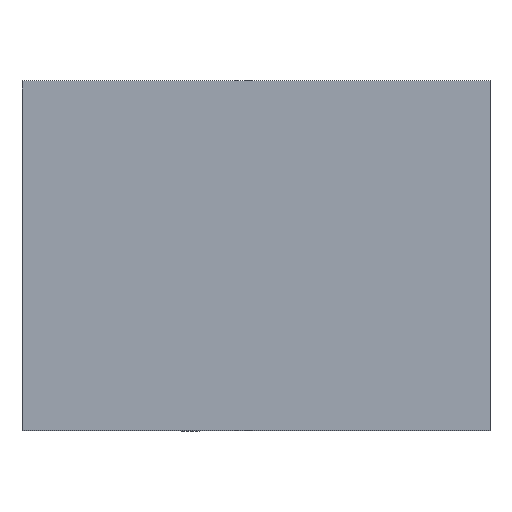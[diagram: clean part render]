
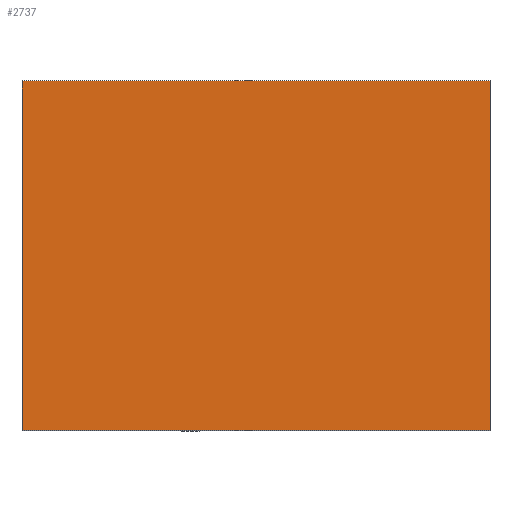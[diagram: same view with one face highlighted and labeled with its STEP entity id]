
A CAD part, top view. The second image highlights one B-rep face of the part: STEP entity #2737.
In plain terms, the highlighted planar face has unit normal (0, 0, 1).
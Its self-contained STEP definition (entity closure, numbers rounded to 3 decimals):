
#188 = PLANE('',#189);
#189 = AXIS2_PLACEMENT_3D('',#190,#191,#192);
#190 = CARTESIAN_POINT('',(0.,0.,0.));
#191 = DIRECTION('',(0.,1.,0.));
#192 = DIRECTION('',(1.,0.,0.));
#216 = PLANE('',#217);
#217 = AXIS2_PLACEMENT_3D('',#218,#219,#220);
#218 = CARTESIAN_POINT('',(0.,-15.9,0.));
#219 = DIRECTION('',(-1.,0.,0.));
#220 = DIRECTION('',(0.,1.,0.));
#244 = PLANE('',#245);
#245 = AXIS2_PLACEMENT_3D('',#246,#247,#248);
#246 = CARTESIAN_POINT('',(21.3,-15.9,0.));
#247 = DIRECTION('',(0.,-1.,0.));
#248 = DIRECTION('',(-1.,0.,0.));
#379 = PLANE('',#380);
#380 = AXIS2_PLACEMENT_3D('',#381,#382,#383);
#381 = CARTESIAN_POINT('',(21.3,0.,0.));
#382 = DIRECTION('',(1.,0.,0.));
#383 = DIRECTION('',(0.,-1.,0.));
#962 = VERTEX_POINT('',#963);
#963 = CARTESIAN_POINT('',(0.,0.,13.4));
#984 = EDGE_CURVE('',#962,#985,#987,.T.);
#985 = VERTEX_POINT('',#986);
#986 = CARTESIAN_POINT('',(21.3,0.,13.4));
#987 = SURFACE_CURVE('',#988,(#992,#999),.PCURVE_S1.);
#988 = LINE('',#989,#990);
#989 = CARTESIAN_POINT('',(0.,0.,13.4));
#990 = VECTOR('',#991,1.);
#991 = DIRECTION('',(1.,0.,0.));
#992 = PCURVE('',#188,#993);
#993 = DEFINITIONAL_REPRESENTATION('',(#994),#998);
#994 = LINE('',#995,#996);
#995 = CARTESIAN_POINT('',(0.,-13.4));
#996 = VECTOR('',#997,1.);
#997 = DIRECTION('',(1.,0.));
#998 = ( GEOMETRIC_REPRESENTATION_CONTEXT(2) 
PARAMETRIC_REPRESENTATION_CONTEXT() REPRESENTATION_CONTEXT('2D SPACE',''
  ) );
#999 = PCURVE('',#1000,#1005);
#1000 = PLANE('',#1001);
#1001 = AXIS2_PLACEMENT_3D('',#1002,#1003,#1004);
#1002 = CARTESIAN_POINT('',(0.,0.,13.4));
#1003 = DIRECTION('',(0.,0.,1.));
#1004 = DIRECTION('',(1.,0.,0.));
#1005 = DEFINITIONAL_REPRESENTATION('',(#1006),#1010);
#1006 = LINE('',#1007,#1008);
#1007 = CARTESIAN_POINT('',(0.,0.));
#1008 = VECTOR('',#1009,1.);
#1009 = DIRECTION('',(1.,0.));
#1010 = ( GEOMETRIC_REPRESENTATION_CONTEXT(2) 
PARAMETRIC_REPRESENTATION_CONTEXT() REPRESENTATION_CONTEXT('2D SPACE',''
  ) );
#1065 = VERTEX_POINT('',#1066);
#1066 = CARTESIAN_POINT('',(0.,-15.9,13.4));
#1087 = EDGE_CURVE('',#1065,#962,#1088,.T.);
#1088 = SURFACE_CURVE('',#1089,(#1093,#1100),.PCURVE_S1.);
#1089 = LINE('',#1090,#1091);
#1090 = CARTESIAN_POINT('',(0.,-15.9,13.4));
#1091 = VECTOR('',#1092,1.);
#1092 = DIRECTION('',(0.,1.,0.));
#1093 = PCURVE('',#216,#1094);
#1094 = DEFINITIONAL_REPRESENTATION('',(#1095),#1099);
#1095 = LINE('',#1096,#1097);
#1096 = CARTESIAN_POINT('',(0.,-13.4));
#1097 = VECTOR('',#1098,1.);
#1098 = DIRECTION('',(1.,0.));
#1099 = ( GEOMETRIC_REPRESENTATION_CONTEXT(2) 
PARAMETRIC_REPRESENTATION_CONTEXT() REPRESENTATION_CONTEXT('2D SPACE',''
  ) );
#1100 = PCURVE('',#1000,#1101);
#1101 = DEFINITIONAL_REPRESENTATION('',(#1102),#1106);
#1102 = LINE('',#1103,#1104);
#1103 = CARTESIAN_POINT('',(0.,-15.9));
#1104 = VECTOR('',#1105,1.);
#1105 = DIRECTION('',(0.,1.));
#1106 = ( GEOMETRIC_REPRESENTATION_CONTEXT(2) 
PARAMETRIC_REPRESENTATION_CONTEXT() REPRESENTATION_CONTEXT('2D SPACE',''
  ) );
#1190 = VERTEX_POINT('',#1191);
#1191 = CARTESIAN_POINT('',(21.3,-15.9,13.4));
#1212 = EDGE_CURVE('',#1190,#1065,#1213,.T.);
#1213 = SURFACE_CURVE('',#1214,(#1218,#1225),.PCURVE_S1.);
#1214 = LINE('',#1215,#1216);
#1215 = CARTESIAN_POINT('',(21.3,-15.9,13.4));
#1216 = VECTOR('',#1217,1.);
#1217 = DIRECTION('',(-1.,0.,0.));
#1218 = PCURVE('',#244,#1219);
#1219 = DEFINITIONAL_REPRESENTATION('',(#1220),#1224);
#1220 = LINE('',#1221,#1222);
#1221 = CARTESIAN_POINT('',(0.,-13.4));
#1222 = VECTOR('',#1223,1.);
#1223 = DIRECTION('',(1.,0.));
#1224 = ( GEOMETRIC_REPRESENTATION_CONTEXT(2) 
PARAMETRIC_REPRESENTATION_CONTEXT() REPRESENTATION_CONTEXT('2D SPACE',''
  ) );
#1225 = PCURVE('',#1000,#1226);
#1226 = DEFINITIONAL_REPRESENTATION('',(#1227),#1231);
#1227 = LINE('',#1228,#1229);
#1228 = CARTESIAN_POINT('',(21.3,-15.9));
#1229 = VECTOR('',#1230,1.);
#1230 = DIRECTION('',(-1.,0.));
#1231 = ( GEOMETRIC_REPRESENTATION_CONTEXT(2) 
PARAMETRIC_REPRESENTATION_CONTEXT() REPRESENTATION_CONTEXT('2D SPACE',''
  ) );
#1662 = EDGE_CURVE('',#985,#1190,#1663,.T.);
#1663 = SURFACE_CURVE('',#1664,(#1668,#1675),.PCURVE_S1.);
#1664 = LINE('',#1665,#1666);
#1665 = CARTESIAN_POINT('',(21.3,0.,13.4));
#1666 = VECTOR('',#1667,1.);
#1667 = DIRECTION('',(0.,-1.,0.));
#1668 = PCURVE('',#379,#1669);
#1669 = DEFINITIONAL_REPRESENTATION('',(#1670),#1674);
#1670 = LINE('',#1671,#1672);
#1671 = CARTESIAN_POINT('',(0.,-13.4));
#1672 = VECTOR('',#1673,1.);
#1673 = DIRECTION('',(1.,0.));
#1674 = ( GEOMETRIC_REPRESENTATION_CONTEXT(2) 
PARAMETRIC_REPRESENTATION_CONTEXT() REPRESENTATION_CONTEXT('2D SPACE',''
  ) );
#1675 = PCURVE('',#1000,#1676);
#1676 = DEFINITIONAL_REPRESENTATION('',(#1677),#1681);
#1677 = LINE('',#1678,#1679);
#1678 = CARTESIAN_POINT('',(21.3,0.));
#1679 = VECTOR('',#1680,1.);
#1680 = DIRECTION('',(0.,-1.));
#1681 = ( GEOMETRIC_REPRESENTATION_CONTEXT(2) 
PARAMETRIC_REPRESENTATION_CONTEXT() REPRESENTATION_CONTEXT('2D SPACE',''
  ) );
#2737 = ADVANCED_FACE('',(#2738),#1000,.T.);
#2738 = FACE_BOUND('',#2739,.F.);
#2739 = EDGE_LOOP('',(#2740,#2741,#2742,#2743));
#2740 = ORIENTED_EDGE('',*,*,#984,.T.);
#2741 = ORIENTED_EDGE('',*,*,#1662,.T.);
#2742 = ORIENTED_EDGE('',*,*,#1212,.T.);
#2743 = ORIENTED_EDGE('',*,*,#1087,.T.);
